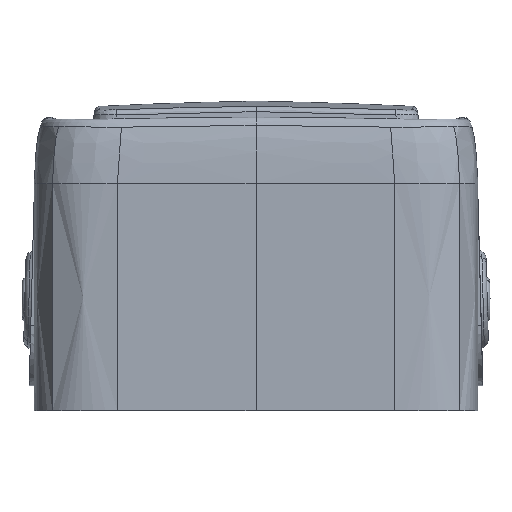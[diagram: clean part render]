
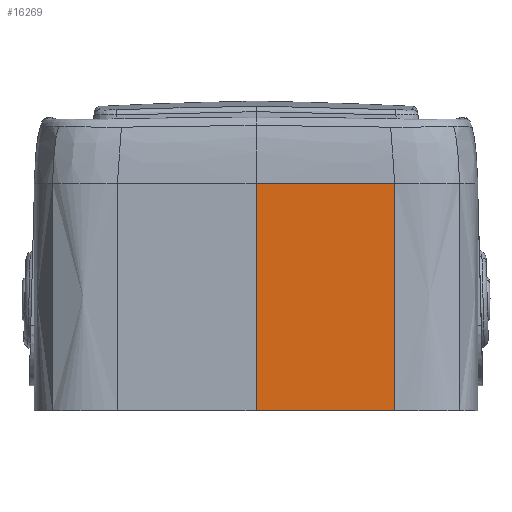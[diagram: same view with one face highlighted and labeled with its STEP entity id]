
A CAD part, left-side view. The second image highlights one B-rep face of the part: STEP entity #16269.
In plain terms, the highlighted planar face has unit normal (1, 0, 0).
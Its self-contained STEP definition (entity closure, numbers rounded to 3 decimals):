
#16256=AXIS2_PLACEMENT_3D('Plane Axis2P3D',#16253,#16254,#16255) ;
#4056=CARTESIAN_POINT('Vertex',(-40.,0.,0.)) ;
#4059=CARTESIAN_POINT('Line Origine',(-40.,-12.5,0.)) ;
#4063=CARTESIAN_POINT('Vertex',(-40.,-25.,0.)) ;
#8546=CARTESIAN_POINT('Line Origine',(-40.,-25.,19.894)) ;
#8550=CARTESIAN_POINT('Vertex',(-40.,-25.,40.95)) ;
#12800=CARTESIAN_POINT('Control Point',(-40.,-25.,40.95)) ;
#12801=CARTESIAN_POINT('Control Point',(-40.,-24.259,40.95)) ;
#12802=CARTESIAN_POINT('Control Point',(-40.,-23.518,40.95)) ;
#12803=CARTESIAN_POINT('Control Point',(-40.,-22.055,40.95)) ;
#12804=CARTESIAN_POINT('Control Point',(-40.,-20.644,40.95)) ;
#12805=CARTESIAN_POINT('Control Point',(-40.,-19.234,40.95)) ;
#12806=CARTESIAN_POINT('Control Point',(-40.,-18.564,40.95)) ;
#12807=CARTESIAN_POINT('Control Point',(-40.,-17.158,40.95)) ;
#12808=CARTESIAN_POINT('Control Point',(-40.,-15.751,40.95)) ;
#12809=CARTESIAN_POINT('Control Point',(-40.,-15.015,40.95)) ;
#12810=CARTESIAN_POINT('Control Point',(-40.,-11.748,40.95)) ;
#12811=CARTESIAN_POINT('Control Point',(-40.,-8.481,40.95)) ;
#12812=CARTESIAN_POINT('Control Point',(-40.,-5.061,40.95)) ;
#12813=CARTESIAN_POINT('Control Point',(-40.,-2.531,40.95)) ;
#12814=CARTESIAN_POINT('Control Point',(-40.,0.,40.95)) ;
#12815=CARTESIAN_POINT('Vertex',(-40.,0.,40.95)) ;
#16253=CARTESIAN_POINT('Axis2P3D Location',(-40.,0.,40.95)) ;
#16258=CARTESIAN_POINT('Line Origine',(-40.,0.,20.475)) ;
#4060=DIRECTION('Vector Direction',(0.,-1.,0.)) ;
#8547=DIRECTION('Vector Direction',(0.,0.,-1.)) ;
#16254=DIRECTION('Axis2P3D Direction',(1.,0.,0.)) ;
#16255=DIRECTION('Axis2P3D XDirection',(0.,-1.,0.)) ;
#16259=DIRECTION('Vector Direction',(0.,0.,-1.)) ;
#4061=VECTOR('Line Direction',#4060,1.) ;
#8548=VECTOR('Line Direction',#8547,1.) ;
#16260=VECTOR('Line Direction',#16259,1.) ;
#16264=ORIENTED_EDGE('',*,*,#16262,.F.) ;
#16265=ORIENTED_EDGE('',*,*,#12817,.T.) ;
#16266=ORIENTED_EDGE('',*,*,#8552,.T.) ;
#16267=ORIENTED_EDGE('',*,*,#4065,.F.) ;
#16269=ADVANCED_FACE('Surface.39',(#16268),#16257,.T.) ;
#12799=B_SPLINE_CURVE_WITH_KNOTS('',5,(#12800,#12801,#12802,#12803,#12804,#12805,#12806,#12807,#12808,#12809,#12810,#12811,#12812,#12813,#12814),.UNSPECIFIED.,.F.,.U.,(6,3,3,3,6),(0.,3.652,6.952,10.582,23.051),.UNSPECIFIED.) ;
#4065=EDGE_CURVE('',#4057,#4064,#4062,.T.) ;
#8552=EDGE_CURVE('',#8551,#4064,#8549,.T.) ;
#12817=EDGE_CURVE('',#12816,#8551,#12799,.F.) ;
#16262=EDGE_CURVE('',#12816,#4057,#16261,.T.) ;
#16263=EDGE_LOOP('',(#16264,#16265,#16266,#16267)) ;
#16268=FACE_OUTER_BOUND('',#16263,.T.) ;
#4062=LINE('Line',#4059,#4061) ;
#8549=LINE('Line',#8546,#8548) ;
#16261=LINE('Line',#16258,#16260) ;
#16257=PLANE('',#16256) ;
#4057=VERTEX_POINT('',#4056) ;
#4064=VERTEX_POINT('',#4063) ;
#8551=VERTEX_POINT('',#8550) ;
#12816=VERTEX_POINT('',#12815) ;
